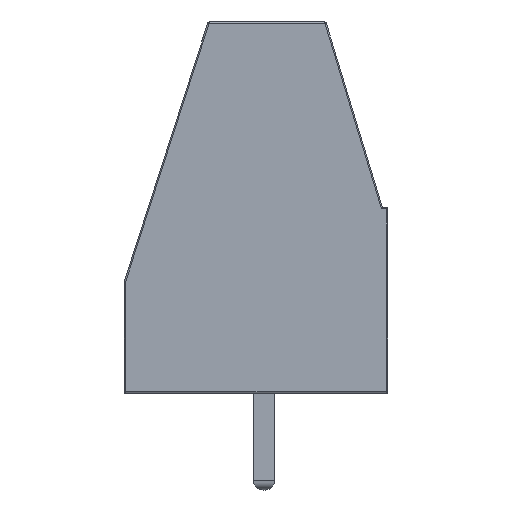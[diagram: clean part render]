
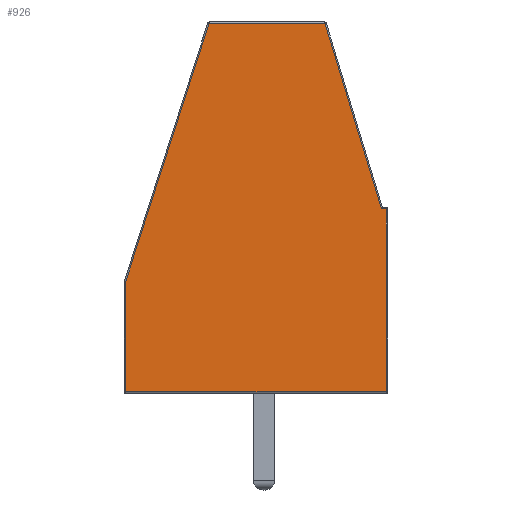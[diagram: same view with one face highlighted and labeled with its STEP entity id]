
A CAD part, left-side view. The second image highlights one B-rep face of the part: STEP entity #926.
In plain terms, the highlighted planar face has unit normal (-1, 0, 0).
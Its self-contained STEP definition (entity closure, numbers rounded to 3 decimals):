
#167 = VERTEX_POINT('',#168);
#168 = CARTESIAN_POINT('',(-2.54,-2.263,13.85));
#183 = EDGE_CURVE('',#184,#167,#186,.T.);
#184 = VERTEX_POINT('',#185);
#185 = CARTESIAN_POINT('',(-2.54,-4.363,6.95));
#186 = LINE('',#187,#188);
#187 = CARTESIAN_POINT('',(-2.54,-4.352,6.985));
#188 = VECTOR('',#189,1.);
#189 = DIRECTION('',(0.,0.291,0.957));
#906 = VERTEX_POINT('',#907);
#907 = CARTESIAN_POINT('',(-2.54,-4.55,6.95));
#916 = EDGE_CURVE('',#906,#184,#917,.T.);
#917 = LINE('',#918,#919);
#918 = CARTESIAN_POINT('',(-2.54,-4.6,6.95));
#919 = VECTOR('',#920,1.);
#920 = DIRECTION('',(0.,1.,0.));
#926 = ADVANCED_FACE('',(#927),#969,.T.);
#927 = FACE_BOUND('',#928,.T.);
#928 = EDGE_LOOP('',(#929,#939,#947,#955,#961,#962,#963));
#929 = ORIENTED_EDGE('',*,*,#930,.T.);
#930 = EDGE_CURVE('',#931,#933,#935,.T.);
#931 = VERTEX_POINT('',#932);
#932 = CARTESIAN_POINT('',(-2.54,2.044,13.85));
#933 = VERTEX_POINT('',#934);
#934 = CARTESIAN_POINT('',(-2.54,5.15,4.232));
#935 = LINE('',#936,#937);
#936 = CARTESIAN_POINT('',(-2.54,2.032,13.885));
#937 = VECTOR('',#938,1.);
#938 = DIRECTION('',(0.,0.307,-0.952));
#939 = ORIENTED_EDGE('',*,*,#940,.T.);
#940 = EDGE_CURVE('',#933,#941,#943,.T.);
#941 = VERTEX_POINT('',#942);
#942 = CARTESIAN_POINT('',(-2.54,5.15,0.15));
#943 = LINE('',#944,#945);
#944 = CARTESIAN_POINT('',(-2.54,5.15,4.24));
#945 = VECTOR('',#946,1.);
#946 = DIRECTION('',(0.,0.,-1.));
#947 = ORIENTED_EDGE('',*,*,#948,.T.);
#948 = EDGE_CURVE('',#941,#949,#951,.T.);
#949 = VERTEX_POINT('',#950);
#950 = CARTESIAN_POINT('',(-2.54,-4.55,0.15));
#951 = LINE('',#952,#953);
#952 = CARTESIAN_POINT('',(-2.54,5.2,0.15));
#953 = VECTOR('',#954,1.);
#954 = DIRECTION('',(0.,-1.,0.));
#955 = ORIENTED_EDGE('',*,*,#956,.T.);
#956 = EDGE_CURVE('',#949,#906,#957,.T.);
#957 = LINE('',#958,#959);
#958 = CARTESIAN_POINT('',(-2.54,-4.55,0.1));
#959 = VECTOR('',#960,1.);
#960 = DIRECTION('',(0.,0.,1.));
#961 = ORIENTED_EDGE('',*,*,#916,.T.);
#962 = ORIENTED_EDGE('',*,*,#183,.T.);
#963 = ORIENTED_EDGE('',*,*,#964,.T.);
#964 = EDGE_CURVE('',#167,#931,#965,.T.);
#965 = LINE('',#966,#967);
#966 = CARTESIAN_POINT('',(-2.54,-2.3,13.85));
#967 = VECTOR('',#968,1.);
#968 = DIRECTION('',(0.,1.,0.));
#969 = PLANE('',#970);
#970 = AXIS2_PLACEMENT_3D('',#971,#972,#973);
#971 = CARTESIAN_POINT('',(-2.54,0.097,6.175));
#972 = DIRECTION('',(-1.,0.,0.));
#973 = DIRECTION('',(0.,0.,-1.));
